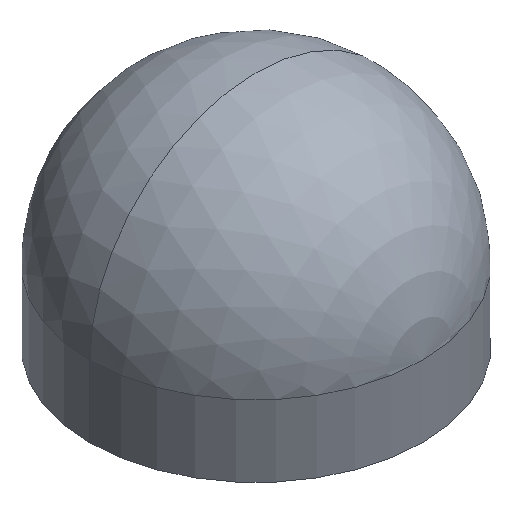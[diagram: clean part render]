
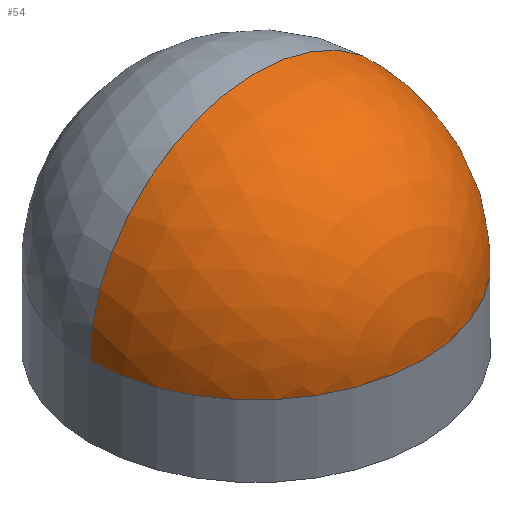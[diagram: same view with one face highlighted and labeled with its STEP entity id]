
A CAD part, isometric view. The second image highlights one B-rep face of the part: STEP entity #54.
In plain terms, the highlighted spherical face has radius 1 mm.
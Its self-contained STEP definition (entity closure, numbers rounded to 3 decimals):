
#3 = CIRCLE ( 'NONE', #118, 1. ) ;
#5 = AXIS2_PLACEMENT_3D ( 'NONE', #14, #84, #140 ) ;
#14 = CARTESIAN_POINT ( 'NONE',  ( 0., 12.75, 4.25 ) ) ;
#17 = CIRCLE ( 'NONE', #5, 1. ) ;
#22 = FACE_OUTER_BOUND ( 'NONE', #102, .T. ) ;
#25 = EDGE_CURVE ( 'NONE', #177, #57, #3, .T. ) ;
#29 = CIRCLE ( 'NONE', #61, 1. ) ;
#44 = CARTESIAN_POINT ( 'NONE',  ( 0., 12.75, 4.25 ) ) ;
#48 = CARTESIAN_POINT ( 'NONE',  ( 0., 12.75, 4.25 ) ) ;
#50 = EDGE_CURVE ( 'NONE', #177, #120, #29, .T. ) ;
#54 = ADVANCED_FACE ( 'NONE', ( #22 ), #67, .T. ) ;
#57 = VERTEX_POINT ( 'NONE', #165 ) ;
#61 = AXIS2_PLACEMENT_3D ( 'NONE', #44, #104, #101 ) ;
#65 = DIRECTION ( 'NONE',  ( 1., 0., 0. ) ) ;
#67 = SPHERICAL_SURFACE ( 'NONE', #187, 1. ) ;
#75 = DIRECTION ( 'NONE',  ( 0., 0., 1. ) ) ;
#78 = CARTESIAN_POINT ( 'NONE',  ( 0., 12.75, 5.25 ) ) ;
#82 = CARTESIAN_POINT ( 'NONE',  ( -1., 12.75, 4.25 ) ) ;
#84 = DIRECTION ( 'NONE',  ( 0., -1., 0. ) ) ;
#86 = ORIENTED_EDGE ( 'NONE', *, *, #25, .T. ) ;
#96 = EDGE_CURVE ( 'NONE', #57, #120, #17, .T. ) ;
#101 = DIRECTION ( 'NONE',  ( -1., 0., 0. ) ) ;
#102 = EDGE_LOOP ( 'NONE', ( #106, #86, #192 ) ) ;
#104 = DIRECTION ( 'NONE',  ( 0., 1., 0. ) ) ;
#106 = ORIENTED_EDGE ( 'NONE', *, *, #50, .F. ) ;
#118 = AXIS2_PLACEMENT_3D ( 'NONE', #150, #75, #135 ) ;
#120 = VERTEX_POINT ( 'NONE', #78 ) ;
#135 = DIRECTION ( 'NONE',  ( 1., 0., 0. ) ) ;
#140 = DIRECTION ( 'NONE',  ( 0., 0., -1. ) ) ;
#150 = CARTESIAN_POINT ( 'NONE',  ( 0., 12.75, 4.25 ) ) ;
#159 = DIRECTION ( 'NONE',  ( 0., 1., 0. ) ) ;
#165 = CARTESIAN_POINT ( 'NONE',  ( 1., 12.75, 4.25 ) ) ;
#177 = VERTEX_POINT ( 'NONE', #82 ) ;
#187 = AXIS2_PLACEMENT_3D ( 'NONE', #48, #159, #65 ) ;
#192 = ORIENTED_EDGE ( 'NONE', *, *, #96, .T. ) ;
